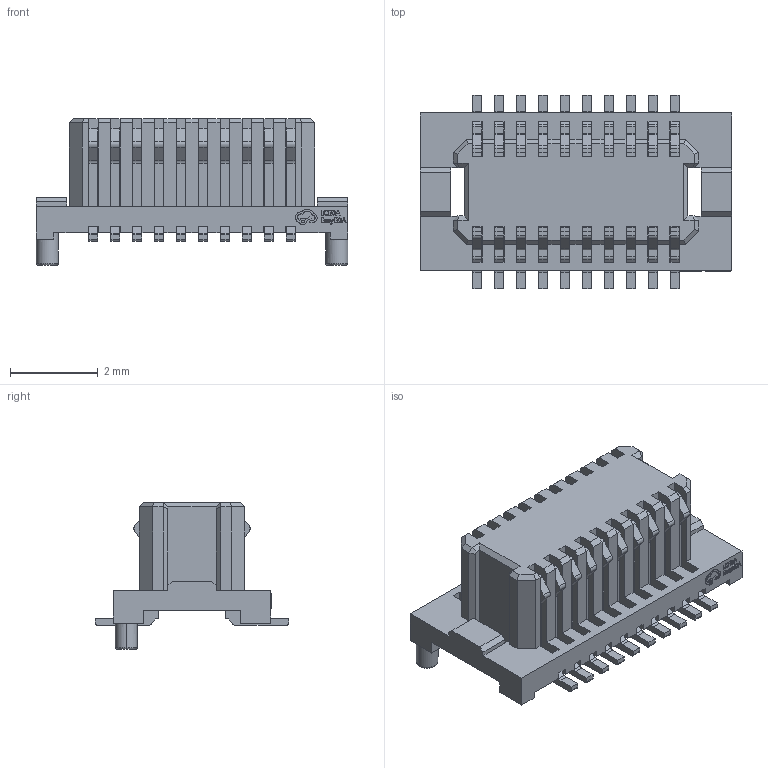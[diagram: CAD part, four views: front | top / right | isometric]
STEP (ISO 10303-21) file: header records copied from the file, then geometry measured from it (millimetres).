
FILE_DESCRIPTION (( 'STEP AP214' ), '1' );
FILE_NAME ('CONN-SMD_20P-P0.50_INCP_IPCB05501M20S3V.STEP', '2022-12-22T01:44:11', ( 'PC' ), ( 'Microsoft' ), 'SwSTEP 2.0', 'SolidWorks 2020', '' );
FILE_SCHEMA (( 'AUTOMOTIVE_DESIGN' ));
Length unit declared in the file: millimetre
Products named in the file (1): CONN-SMD_20P-P0.50_INCP_IPCB05501M20S3V
Bounding box: 7.1 x 4.4 x 3.35 mm (x, y, z)
Volume: 36.5 mm3; surface area: 213.3 mm2
Topology: 1 solids, 1 shells, 1010 faces, 3061 edges, 2030 vertices
Faces by surface type: plane 724, cylinder 184, bspline 98, torus 4
Entity records: 45753 total; most frequent: CARTESIAN_POINT 7408, ORIENTED_EDGE 6122, DIRECTION 5067, EDGE_CURVE 3061, LINE 2481, VECTOR 2481, VERTEX_POINT 2030, AXIS2_PLACEMENT_3D 1293
